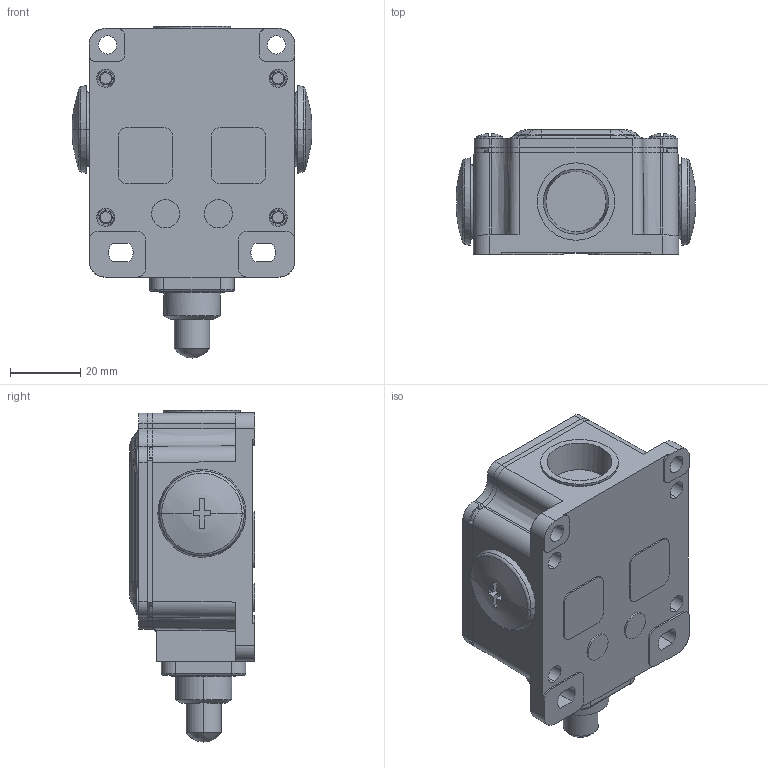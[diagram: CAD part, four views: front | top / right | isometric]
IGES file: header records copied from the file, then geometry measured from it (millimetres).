
Start section:  PTC IGES file: sn2-liw_sw0001.igs
Global section: file name: sn2-liw_sw0001.igs; native system: Pro/ENGINEER by Parametric Technology Corporation; preprocessor: 2003060; author: T.Bergmann; organization: Unknown; date: 050404.150521; units: millimetre
Bounding box: 68.17 x 35.6 x 94.4 mm (x, y, z)
Surface area: 27435.6 mm2 (no closed solid volume)
Topology: 0 solids, 0 shells, 694 faces, 3320 edges, 3286 vertices
Faces by surface type: bspline 409, revolution 281, extrusion 4
